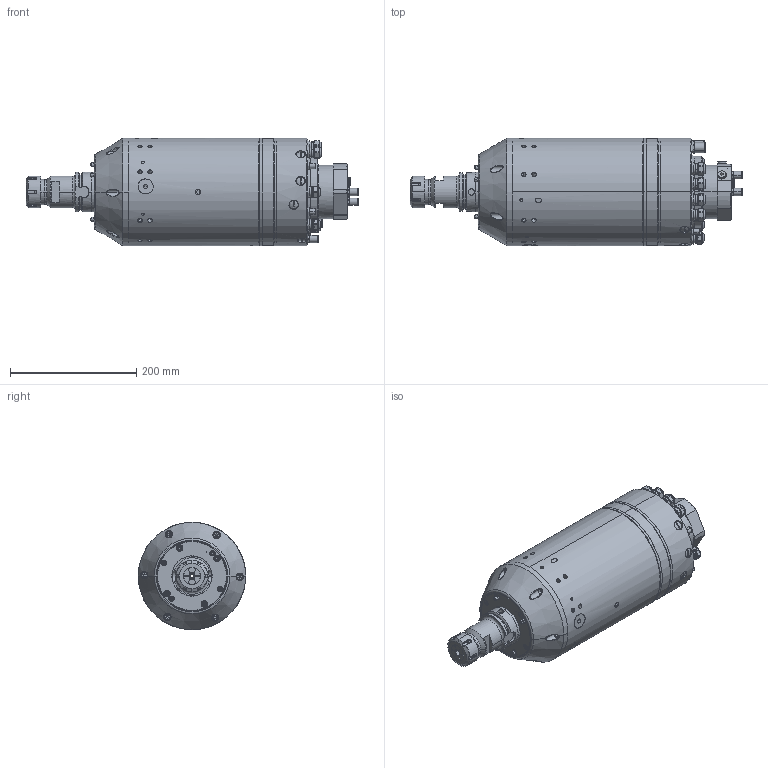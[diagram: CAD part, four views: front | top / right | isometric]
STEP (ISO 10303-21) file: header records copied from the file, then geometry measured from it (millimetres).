
FILE_DESCRIPTION (( 'STEP AP203' ), '1' );
FILE_NAME ('170AI22HK-00-.STEP', '2013-06-14T10:02:23', ( '' ), ( '' ), 'SwSTEP 2.0', 'SolidWorks 2012', '' );
FILE_SCHEMA (( 'CONFIG_CONTROL_DESIGN' ));
Products named in the file (1): 170AI22HK-00-
Bounding box: 525.63 x 170 x 170 mm (x, y, z)
Surface area: 346041.6 mm2 (no closed solid volume)
Topology: 0 solids, 133 shells, 1453 faces, 4352 edges, 3011 vertices
Faces by surface type: plane 591, cylinder 564, cone 148, torus 110, bspline 24, sphere 16
Entity records: 55760 total; most frequent: CARTESIAN_POINT 16104, DIRECTION 8809, ORIENTED_EDGE 7161, EDGE_CURVE 4304, AXIS2_PLACEMENT_3D 3405, VERTEX_POINT 2999, LINE 1999, VECTOR 1999
